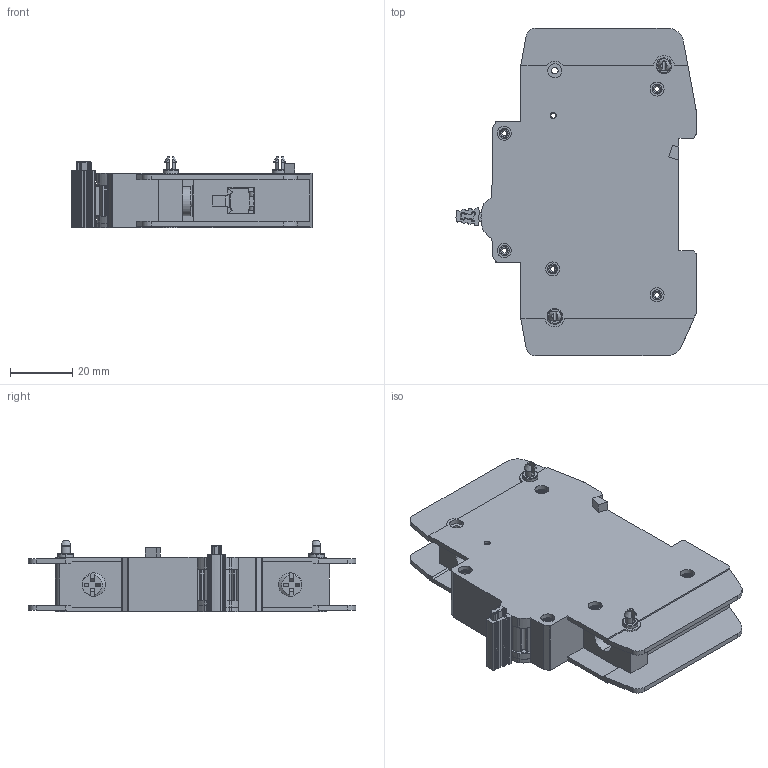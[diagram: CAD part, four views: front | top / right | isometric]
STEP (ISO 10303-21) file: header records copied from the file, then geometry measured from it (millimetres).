
FILE_DESCRIPTION (( 'STEP AP203' ), '1' );
FILE_NAME ('GMCBU-UV220-240VAC.STEP', '2020-06-17T13:18:56', ( '' ), ( '' ), 'SwSTEP 2.0', 'SolidWorks 2019', '' );
FILE_SCHEMA (( 'CONFIG_CONTROL_DESIGN' ));
Length unit declared in the file: inch
Products named in the file (1): GMCBU-UV220-240VAC
Bounding box: 77 x 105 x 23 mm (x, y, z)
Volume: 76508.2 mm3; surface area: 32863 mm2
Topology: 16 solids, 16 shells, 956 faces, 2599 edges, 1695 vertices
Faces by surface type: plane 515, cylinder 353, bspline 61, cone 22, torus 5
Entity records: 32247 total; most frequent: CARTESIAN_POINT 7837, ORIENTED_EDGE 5198, DIRECTION 4984, EDGE_CURVE 2599, VERTEX_POINT 1695, LINE 1668, VECTOR 1668, AXIS2_PLACEMENT_3D 1658
